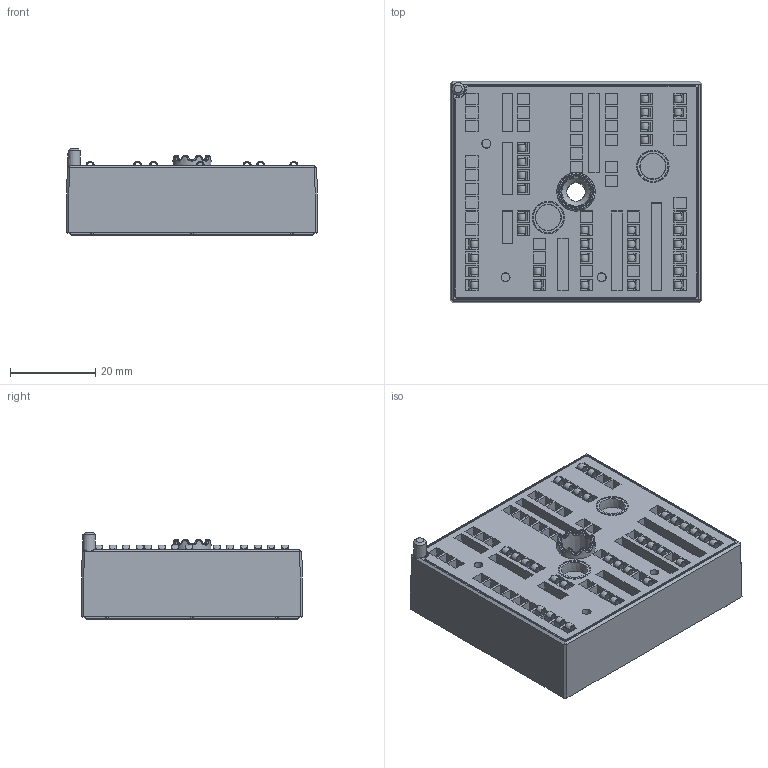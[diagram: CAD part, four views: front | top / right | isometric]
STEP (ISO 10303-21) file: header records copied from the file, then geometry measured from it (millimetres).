
FILE_DESCRIPTION(/* description */ ('Unknown'),/* implementation_level */ '2;1');
FILE_NAME(/* name */ 'MiniSkiiP2-K730(320)-01-OL',/* time_stamp */ '2016-12-07T17:54:41+01:00',/* author */ ('Unknown'),/* organization */ ('Unknown'),/* preprocessor_version */ 'ST-DEVELOPER v16',/* originating_system */ 'DEX',/* authorisation */ $);
FILE_SCHEMA (('AP242_MANAGED_MODEL_BASED_3D_ENGINEERING_MIM_LF { 1 0 10303 442 1 1 4 }','AUTOMOTIVE_DESIGN {1 0 10303 214 3 1 1}'));
Products named in the file (1): MiniSkiiP2-K730-01-OL
Bounding box: 58.99 x 51.99 x 20.29 mm (x, y, z)
Volume: 46672.1 mm3; surface area: 14382 mm2
Topology: 1 solids, 4 shells, 1433 faces, 3841 edges, 2274 vertices
Faces by surface type: plane 912, bspline 344, cylinder 109, torus 54, cone 14
Full cylindrical faces by diameter (mm): 3 x2, 5 x2, 5.5 x1, 6.2 x1, 6.8 x1, 7.5 x1, 7.8 x1, 8 x1
Entity records: 58136 total; most frequent: CARTESIAN_POINT 16617, ORIENTED_EDGE 7088, DIRECTION 5303, EDGE_CURVE 3544, LINE 2327, VECTOR 2327, VERTEX_POINT 2257, EDGE_LOOP 1581
